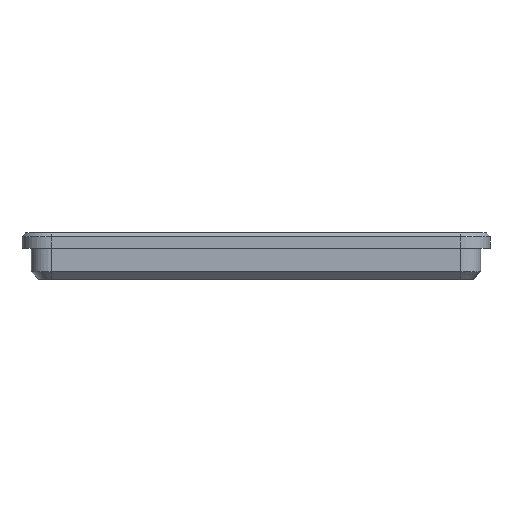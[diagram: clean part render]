
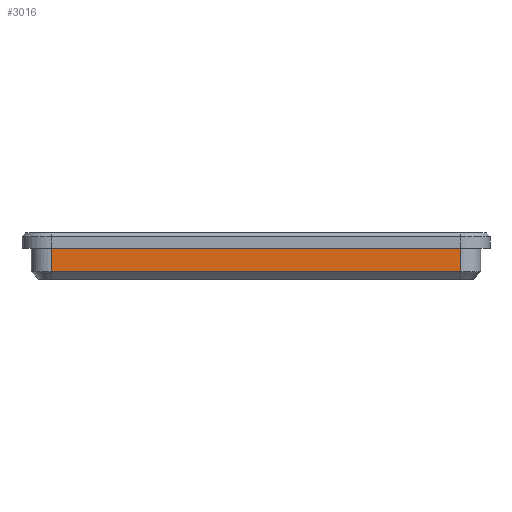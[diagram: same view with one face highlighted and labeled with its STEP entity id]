
A CAD part, left-side view. The second image highlights one B-rep face of the part: STEP entity #3016.
In plain terms, the highlighted planar face has unit normal (-1, 0, 0).
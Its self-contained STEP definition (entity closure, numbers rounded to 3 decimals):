
#384=FACE_OUTER_BOUND('',#566,.T.);
#566=EDGE_LOOP('',(#2572,#2573,#2574,#2575));
#605=LINE('',#4141,#889);
#624=LINE('',#4197,#908);
#852=LINE('',#5766,#1136);
#854=LINE('',#5773,#1138);
#889=VECTOR('',#3329,10.);
#908=VECTOR('',#3388,10.);
#1136=VECTOR('',#4026,10.);
#1138=VECTOR('',#4034,10.);
#1171=VERTEX_POINT('',#4135);
#1173=VERTEX_POINT('',#4139);
#1190=VERTEX_POINT('',#4196);
#1414=VERTEX_POINT('',#5765);
#1450=EDGE_CURVE('',#1171,#1173,#605,.T.);
#1478=EDGE_CURVE('',#1171,#1190,#624,.T.);
#1822=EDGE_CURVE('',#1414,#1190,#852,.T.);
#1826=EDGE_CURVE('',#1173,#1414,#854,.T.);
#2572=ORIENTED_EDGE('',*,*,#1450,.T.);
#2573=ORIENTED_EDGE('',*,*,#1826,.T.);
#2574=ORIENTED_EDGE('',*,*,#1822,.T.);
#2575=ORIENTED_EDGE('',*,*,#1478,.F.);
#2861=PLANE('',#3288);
#3016=ADVANCED_FACE('',(#384),#2861,.T.);
#3288=AXIS2_PLACEMENT_3D('',#5772,#4032,#4033);
#3329=DIRECTION('',(0.,-1.,0.));
#3388=DIRECTION('',(0.,0.,1.));
#4026=DIRECTION('',(0.,1.,0.));
#4032=DIRECTION('center_axis',(-1.,0.,0.));
#4033=DIRECTION('ref_axis',(0.,-1.,0.));
#4034=DIRECTION('',(0.,0.,1.));
#4135=CARTESIAN_POINT('',(-58.5,53.3,53.85));
#4139=CARTESIAN_POINT('',(-58.5,-53.3,53.85));
#4141=CARTESIAN_POINT('',(-58.5,13.325,53.85));
#4196=CARTESIAN_POINT('',(-58.5,53.3,62.));
#4197=CARTESIAN_POINT('',(-58.5,53.3,52.));
#5765=CARTESIAN_POINT('',(-58.5,-53.3,62.));
#5766=CARTESIAN_POINT('',(-58.5,26.65,62.));
#5772=CARTESIAN_POINT('Origin',(-58.5,53.3,52.));
#5773=CARTESIAN_POINT('',(-58.5,-53.3,52.));
